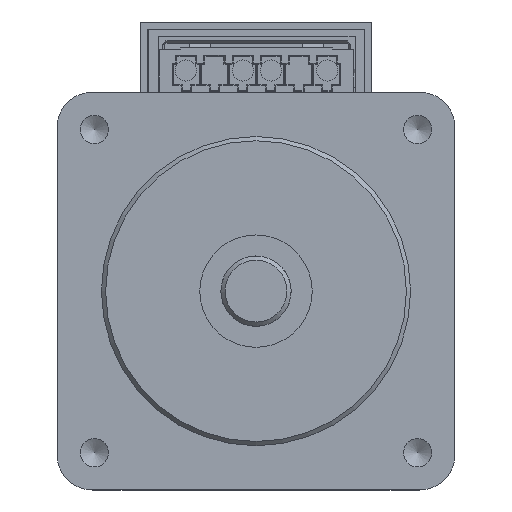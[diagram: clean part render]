
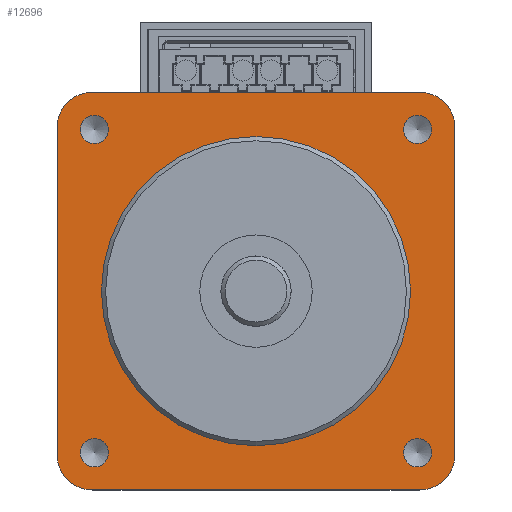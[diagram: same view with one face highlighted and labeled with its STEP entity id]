
A CAD part, front view. The second image highlights one B-rep face of the part: STEP entity #12696.
In plain terms, the highlighted planar face has unit normal (0, -1, 0).
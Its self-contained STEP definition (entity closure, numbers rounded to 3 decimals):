
#224=FACE_BOUND('',#1597,.T.);
#225=FACE_BOUND('',#1598,.T.);
#226=FACE_BOUND('',#1599,.T.);
#227=FACE_BOUND('',#1600,.T.);
#228=FACE_BOUND('',#1601,.T.);
#284=PLANE('',#13480);
#877=FACE_OUTER_BOUND('',#1596,.T.);
#1596=EDGE_LOOP('',(#8576,#8577,#8578,#8579,#8580,#8581,#8582,#8583));
#1597=EDGE_LOOP('',(#8584));
#1598=EDGE_LOOP('',(#8585));
#1599=EDGE_LOOP('',(#8586));
#1600=EDGE_LOOP('',(#8587));
#1601=EDGE_LOOP('',(#8588));
#2379=LINE('',#18021,#3802);
#2380=LINE('',#18025,#3803);
#2381=LINE('',#18029,#3804);
#2382=LINE('',#18033,#3805);
#3802=VECTOR('',#14652,10.);
#3803=VECTOR('',#14655,10.);
#3804=VECTOR('',#14658,10.);
#3805=VECTOR('',#14661,10.);
#5158=CIRCLE('',#13458,1.007);
#5160=CIRCLE('',#13462,1.007);
#5162=CIRCLE('',#13466,1.007);
#5164=CIRCLE('',#13470,1.007);
#5167=CIRCLE('',#13475,11.);
#5170=CIRCLE('',#13481,2.5);
#5171=CIRCLE('',#13482,2.5);
#5172=CIRCLE('',#13483,2.5);
#5173=CIRCLE('',#13484,2.5);
#5471=VERTEX_POINT('',#17971);
#5474=VERTEX_POINT('',#17980);
#5477=VERTEX_POINT('',#17989);
#5480=VERTEX_POINT('',#17998);
#5483=VERTEX_POINT('',#18008);
#5486=VERTEX_POINT('',#18019);
#5487=VERTEX_POINT('',#18020);
#5488=VERTEX_POINT('',#18022);
#5489=VERTEX_POINT('',#18024);
#5490=VERTEX_POINT('',#18026);
#5491=VERTEX_POINT('',#18028);
#5492=VERTEX_POINT('',#18030);
#5493=VERTEX_POINT('',#18032);
#6638=EDGE_CURVE('',#5471,#5471,#5158,.T.);
#6642=EDGE_CURVE('',#5474,#5474,#5160,.T.);
#6646=EDGE_CURVE('',#5477,#5477,#5162,.T.);
#6650=EDGE_CURVE('',#5480,#5480,#5164,.T.);
#6656=EDGE_CURVE('',#5483,#5483,#5167,.T.);
#6660=EDGE_CURVE('',#5486,#5487,#2379,.T.);
#6661=EDGE_CURVE('',#5488,#5486,#5170,.T.);
#6662=EDGE_CURVE('',#5489,#5488,#2380,.T.);
#6663=EDGE_CURVE('',#5490,#5489,#5171,.T.);
#6664=EDGE_CURVE('',#5491,#5490,#2381,.T.);
#6665=EDGE_CURVE('',#5492,#5491,#5172,.T.);
#6666=EDGE_CURVE('',#5493,#5492,#2382,.T.);
#6667=EDGE_CURVE('',#5487,#5493,#5173,.T.);
#8576=ORIENTED_EDGE('',*,*,#6660,.F.);
#8577=ORIENTED_EDGE('',*,*,#6661,.F.);
#8578=ORIENTED_EDGE('',*,*,#6662,.F.);
#8579=ORIENTED_EDGE('',*,*,#6663,.F.);
#8580=ORIENTED_EDGE('',*,*,#6664,.F.);
#8581=ORIENTED_EDGE('',*,*,#6665,.F.);
#8582=ORIENTED_EDGE('',*,*,#6666,.F.);
#8583=ORIENTED_EDGE('',*,*,#6667,.F.);
#8584=ORIENTED_EDGE('',*,*,#6638,.T.);
#8585=ORIENTED_EDGE('',*,*,#6642,.T.);
#8586=ORIENTED_EDGE('',*,*,#6646,.T.);
#8587=ORIENTED_EDGE('',*,*,#6650,.T.);
#8588=ORIENTED_EDGE('',*,*,#6656,.T.);
#12696=ADVANCED_FACE('',(#877,#224,#225,#226,#227,#228),#284,.F.);
#13458=AXIS2_PLACEMENT_3D('',#17972,#14596,#14597);
#13462=AXIS2_PLACEMENT_3D('',#17981,#14606,#14607);
#13466=AXIS2_PLACEMENT_3D('',#17990,#14616,#14617);
#13470=AXIS2_PLACEMENT_3D('',#17999,#14626,#14627);
#13475=AXIS2_PLACEMENT_3D('',#18010,#14639,#14640);
#13480=AXIS2_PLACEMENT_3D('',#18018,#14650,#14651);
#13481=AXIS2_PLACEMENT_3D('',#18023,#14653,#14654);
#13482=AXIS2_PLACEMENT_3D('',#18027,#14656,#14657);
#13483=AXIS2_PLACEMENT_3D('',#18031,#14659,#14660);
#13484=AXIS2_PLACEMENT_3D('',#18034,#14662,#14663);
#14596=DIRECTION('center_axis',(0.,1.,0.));
#14597=DIRECTION('ref_axis',(1.,0.,0.));
#14606=DIRECTION('center_axis',(0.,1.,0.));
#14607=DIRECTION('ref_axis',(1.,0.,0.));
#14616=DIRECTION('center_axis',(0.,1.,0.));
#14617=DIRECTION('ref_axis',(1.,0.,0.));
#14626=DIRECTION('center_axis',(0.,1.,0.));
#14627=DIRECTION('ref_axis',(1.,0.,0.));
#14639=DIRECTION('center_axis',(0.,1.,0.));
#14640=DIRECTION('ref_axis',(-1.,0.,0.));
#14650=DIRECTION('center_axis',(0.,1.,0.));
#14651=DIRECTION('ref_axis',(0.,0.,
1.));
#14652=DIRECTION('',(1.,0.,0.));
#14653=DIRECTION('center_axis',(0.,1.,0.));
#14654=DIRECTION('ref_axis',(-1.,0.,0.));
#14655=DIRECTION('',(0.,0.,1.));
#14656=DIRECTION('center_axis',(0.,1.,0.));
#14657=DIRECTION('ref_axis',(0.,0.,
-1.));
#14658=DIRECTION('',(-1.,0.,0.));
#14659=DIRECTION('center_axis',(0.,1.,0.));
#14660=DIRECTION('ref_axis',(1.,0.,0.));
#14661=DIRECTION('',(0.,0.,-1.));
#14662=DIRECTION('center_axis',(0.,1.,0.));
#14663=DIRECTION('ref_axis',(0.,0.,
1.));
#17971=CARTESIAN_POINT('',(55.013,-3.071,67.601));
#17972=CARTESIAN_POINT('Origin',(56.019,-3.071,67.601));
#17980=CARTESIAN_POINT('',(32.013,-3.071,90.601));
#17981=CARTESIAN_POINT('Origin',(33.019,-3.071,90.601));
#17989=CARTESIAN_POINT('',(55.013,-3.071,90.601));
#17990=CARTESIAN_POINT('Origin',(56.019,-3.071,90.601));
#17998=CARTESIAN_POINT('',(32.013,-3.071,67.601));
#17999=CARTESIAN_POINT('Origin',(33.019,-3.071,67.601));
#18008=CARTESIAN_POINT('',(55.519,-3.071,79.101));
#18010=CARTESIAN_POINT('Origin',(44.519,-3.071,79.101));
#18018=CARTESIAN_POINT('Origin',(46.122,-3.071,77.498));
#18019=CARTESIAN_POINT('',(32.869,-3.071,93.251));
#18020=CARTESIAN_POINT('',(56.169,-3.071,93.251));
#18021=CARTESIAN_POINT('',(32.869,-3.071,93.251));
#18022=CARTESIAN_POINT('',(30.369,-3.071,90.751));
#18023=CARTESIAN_POINT('Origin',(32.869,-3.071,90.751));
#18024=CARTESIAN_POINT('',(30.369,-3.071,67.451));
#18025=CARTESIAN_POINT('',(30.369,-3.071,67.451));
#18026=CARTESIAN_POINT('',(32.869,-3.071,64.951));
#18027=CARTESIAN_POINT('Origin',(32.869,-3.071,67.451));
#18028=CARTESIAN_POINT('',(56.169,-3.071,64.951));
#18029=CARTESIAN_POINT('',(56.169,-3.071,64.951));
#18030=CARTESIAN_POINT('',(58.669,-3.071,67.451));
#18031=CARTESIAN_POINT('Origin',(56.169,-3.071,67.451));
#18032=CARTESIAN_POINT('',(58.669,-3.071,90.751));
#18033=CARTESIAN_POINT('',(58.669,-3.071,90.751));
#18034=CARTESIAN_POINT('Origin',(56.169,-3.071,90.751));
